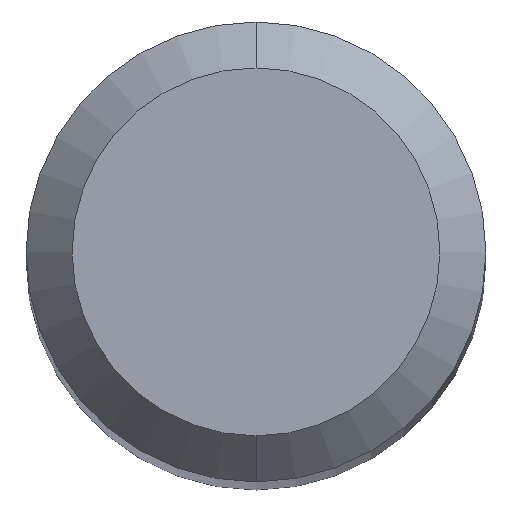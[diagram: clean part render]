
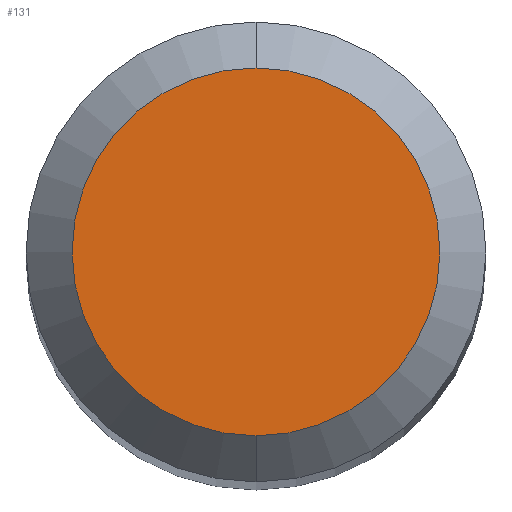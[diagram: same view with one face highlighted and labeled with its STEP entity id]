
A CAD part, top view. The second image highlights one B-rep face of the part: STEP entity #131.
In plain terms, the highlighted planar face has unit normal (0, 0, 1).
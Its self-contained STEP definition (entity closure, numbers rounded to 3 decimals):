
#121=VERTEX_POINT('',#278);
#131=ADVANCED_FACE('',(#290),#291,.T.);
#141=VERTEX_POINT('',#301);
#179=EDGE_CURVE('',#121,#141,#341,.T.);
#203=EDGE_CURVE('',#141,#121,#368,.T.);
#278=CARTESIAN_POINT('',(0.0,1.2,0.0));
#290=FACE_OUTER_BOUND('',#454,.T.);
#291=PLANE('',#455);
#301=CARTESIAN_POINT('',(0.,-1.2,0.0));
#341=CIRCLE('',#527,1.2);
#368=CIRCLE('',#560,1.2);
#454=EDGE_LOOP('',(#673,#674));
#455=AXIS2_PLACEMENT_3D('',#675,#676,#677);
#527=AXIS2_PLACEMENT_3D('',#722,#723,#724);
#560=AXIS2_PLACEMENT_3D('',#751,#752,#753);
#673=ORIENTED_EDGE('',*,*,#179,.F.);
#674=ORIENTED_EDGE('',*,*,#203,.F.);
#675=CARTESIAN_POINT('',(0.0,0.6,0.0));
#676=DIRECTION('',(-0.0,0.0,1.0));
#677=DIRECTION('',(0.0,-1.0,0.0));
#722=CARTESIAN_POINT('',(0.0,0.0,0.0));
#723=DIRECTION('',(0.0,0.0,-1.0));
#724=DIRECTION('',(0.0,1.0,0.0));
#751=CARTESIAN_POINT('',(0.0,0.0,0.0));
#752=DIRECTION('',(0.0,0.0,-1.0));
#753=DIRECTION('',(0.0,1.0,0.0));
